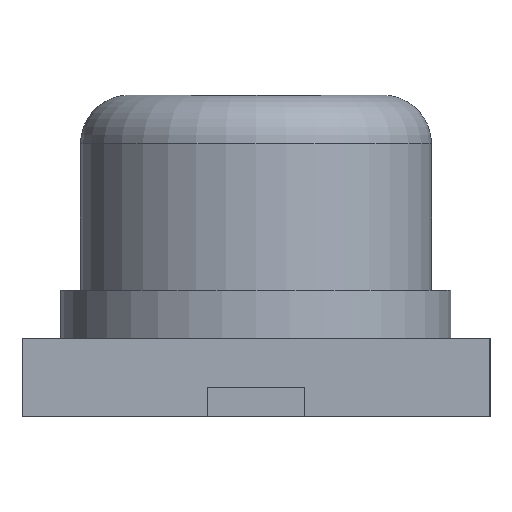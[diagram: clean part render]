
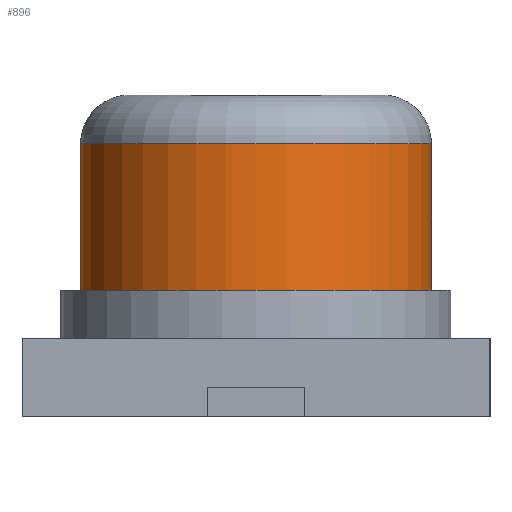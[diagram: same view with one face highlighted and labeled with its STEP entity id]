
A CAD part, left-side view. The second image highlights one B-rep face of the part: STEP entity #896.
In plain terms, the highlighted cylindrical face has radius 1.8 mm (diameter 3.6 mm), a partial arc.
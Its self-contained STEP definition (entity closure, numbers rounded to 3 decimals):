
#581 = CARTESIAN_POINT ( 'NONE',  ( -3.25, -1.8, 1.3 ) ) ;
#582 = VERTEX_POINT ( 'NONE', #581 ) ;
#589 = CARTESIAN_POINT ( 'NONE',  ( -3.25, 1.8, 1.3 ) ) ;
#590 = VERTEX_POINT ( 'NONE', #589 ) ;
#591 = CARTESIAN_POINT ( 'NONE',  ( -3.25, 0., 1.3 ) ) ;
#592 = DIRECTION ( 'NONE',  ( 0., 0., 1. ) ) ;
#593 = DIRECTION ( 'NONE',  ( 0., 1., 0. ) ) ;
#594 = AXIS2_PLACEMENT_3D ( 'NONE', #591, #592, #593 ) ;
#595 = CIRCLE ( 'NONE', #594, 1.8) ;
#596 = EDGE_CURVE ( 'NONE', #590, #582, #595, .T. ) ;
#848 = CARTESIAN_POINT ( 'NONE',  ( -3.25, 1.8, 2.8 ) ) ;
#849 = VERTEX_POINT ( 'NONE', #848 ) ;
#850 = CARTESIAN_POINT ( 'NONE',  ( -3.25, 1.8, 3.3 ) ) ;
#851 = DIRECTION ( 'NONE',  ( 0., 0., -1. ) ) ;
#852 = VECTOR ( 'NONE', #851, 1000. ) ;
#853 = LINE ( 'NONE', #850, #852 ) ;
#854 = EDGE_CURVE ( 'NONE', #849, #590, #853, .T. ) ;
#872 = CARTESIAN_POINT ( 'NONE',  ( -3.25, -1.8, 2.8 ) ) ;
#873 = VERTEX_POINT ( 'NONE', #872 ) ;
#874 = CARTESIAN_POINT ( 'NONE',  ( -3.25, -1.8, 3.3 ) ) ;
#875 = DIRECTION ( 'NONE',  ( 0., 0., -1. ) ) ;
#876 = VECTOR ( 'NONE', #875, 1000. ) ;
#877 = LINE ( 'NONE', #874, #876 ) ;
#878 = EDGE_CURVE ( 'NONE', #873, #582, #877, .T. ) ;
#879 = ORIENTED_EDGE ( 'NONE', *, *, #878, .F. ) ;
#880 = CARTESIAN_POINT ( 'NONE',  ( -3.25, 0., 2.8 ) ) ;
#881 = DIRECTION ( 'NONE',  ( 0., 0., -1. ) ) ;
#882 = DIRECTION ( 'NONE',  ( 0., 1., 0. ) ) ;
#883 = AXIS2_PLACEMENT_3D ( 'NONE', #880, #881, #882 ) ;
#884 = CIRCLE ( 'NONE', #883, 1.8) ;
#885 = EDGE_CURVE ( 'NONE', #873, #849, #884, .T. ) ;
#886 = ORIENTED_EDGE ( 'NONE', *, *, #885, .T. ) ;
#887 = ORIENTED_EDGE ( 'NONE', *, *, #854, .T. ) ;
#888 = ORIENTED_EDGE ( 'NONE', *, *, #596, .T. ) ;
#889 = EDGE_LOOP ( 'NONE', ( #879, #886, #887, #888 ) ) ;
#890 = FACE_OUTER_BOUND ( 'NONE', #889, .T. ) ;
#891 = CARTESIAN_POINT ( 'NONE',  ( -3.25, 0., 3.3 ) ) ;
#892 = DIRECTION ( 'NONE',  ( 0., 0., -1. ) ) ;
#893 = DIRECTION ( 'NONE',  ( 0., 1., 0. ) ) ;
#894 = AXIS2_PLACEMENT_3D ( 'NONE', #891, #892, #893 ) ;
#895 = CYLINDRICAL_SURFACE ( 'NONE', #894, 1.8) ;
#896 = ADVANCED_FACE ( 'NONE', ( #890 ), #895, .T. ) ;
